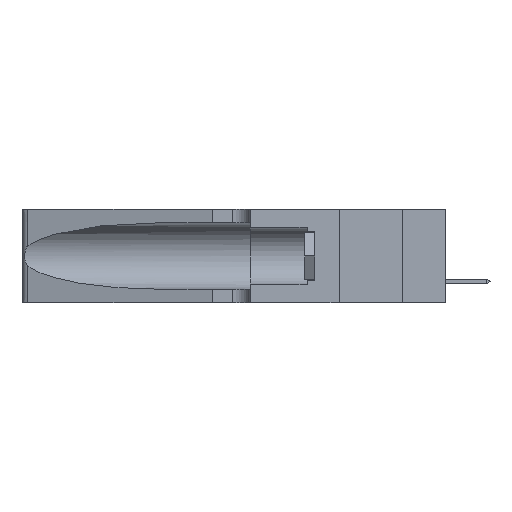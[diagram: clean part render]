
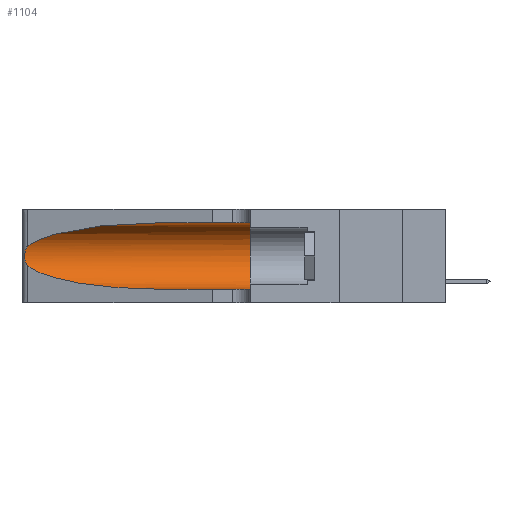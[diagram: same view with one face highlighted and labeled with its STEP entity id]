
A CAD part, left-side view. The second image highlights one B-rep face of the part: STEP entity #1104.
In plain terms, the highlighted cylindrical face has radius 3.308 mm (diameter 6.617 mm), a partial arc.
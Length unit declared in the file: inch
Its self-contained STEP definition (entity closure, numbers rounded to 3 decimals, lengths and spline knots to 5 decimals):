
#800 = DIRECTION ( 'NONE',  ( 0., 0., -1. ) ) ;
#1104 = ADVANCED_FACE ( 'NONE', ( #37377 ), #20078, .F. ) ;
#1432 = CARTESIAN_POINT ( 'NONE',  ( 0.2373, 1.15595, 0.28018 ) ) ;
#1467 = VERTEX_POINT ( 'NONE', #18001 ) ;
#2623 = DIRECTION ( 'NONE',  ( 0., -1., 0. ) ) ;
#4091 = LINE ( 'NONE', #12292, #26944 ) ;
#4414 = VECTOR ( 'NONE', #10156, 39.37008 ) ;
#4599 = CARTESIAN_POINT ( 'NONE',  ( 0.25787, 1.23484, 0.2124 ) ) ;
#4809 = VERTEX_POINT ( 'NONE', #33315 ) ;
#5033 = CARTESIAN_POINT ( 'NONE',  ( 0.25639, 1.23186, 0.15144 ) ) ;
#6078 = CARTESIAN_POINT ( 'NONE',  ( 0.1305, 0.35, 0.185 ) ) ;
#7392 = DIRECTION ( 'NONE',  ( 0., -1., 0. ) ) ;
#8048 = CARTESIAN_POINT ( 'NONE',  ( 0.26075, 1.23896, 0.178 ) ) ;
#8810 = CARTESIAN_POINT ( 'NONE',  ( 0.1305, 0.72297, 0.31525 ) ) ;
#9320 = DIRECTION ( 'NONE',  ( 0., 1., 0. ) ) ;
#9559 = LINE ( 'NONE', #25898, #4414 ) ;
#10156 = DIRECTION ( 'NONE',  ( 0., -1., 0. ) ) ;
#10291 =( BOUNDED_CURVE ( )  B_SPLINE_CURVE ( 3, ( #34431, #31299, #15268, #12179 ),
 .UNSPECIFIED., .F., .T. ) 
 B_SPLINE_CURVE_WITH_KNOTS ( ( 4, 4 ),
 ( 3.44316, 4.71239 ),
 .UNSPECIFIED. ) 
 CURVE ( )  GEOMETRIC_REPRESENTATION_ITEM ( )  RATIONAL_B_SPLINE_CURVE ( ( 1., 0.87, 0.87, 1. ) ) 
 REPRESENTATION_ITEM ( '' )  );
#11145 = CARTESIAN_POINT ( 'NONE',  ( 0.25854, 1.2359, 0.20912 ) ) ;
#11558 = VERTEX_POINT ( 'NONE', #14590 ) ;
#12179 = CARTESIAN_POINT ( 'NONE',  ( 0.1305, 0.72297, 0.05475 ) ) ;
#12292 = CARTESIAN_POINT ( 'NONE',  ( 0.1305, 1.61858, 0.31525 ) ) ;
#12887 =( BOUNDED_CURVE ( )  B_SPLINE_CURVE ( 3, ( #15999, #33527, #1432, #35519 ),
 .UNSPECIFIED., .F., .F. ) 
 B_SPLINE_CURVE_WITH_KNOTS ( ( 4, 4 ),
 ( 1.5708, 2.84003 ),
 .UNSPECIFIED. ) 
 CURVE ( )  GEOMETRIC_REPRESENTATION_ITEM ( )  RATIONAL_B_SPLINE_CURVE ( ( 1., 0.87, 0.87, 1. ) ) 
 REPRESENTATION_ITEM ( '' )  );
#13617 = CIRCLE ( 'NONE', #21021, 0.13025 ) ;
#14259 = AXIS2_PLACEMENT_3D ( 'NONE', #16618, #7392, #800 ) ;
#14332 = VERTEX_POINT ( 'NONE', #37990 ) ;
#14375 = CARTESIAN_POINT ( 'NONE',  ( 0.26075, 1.23896, 0.19203 ) ) ;
#14590 = CARTESIAN_POINT ( 'NONE',  ( 0.25487, 1.22718, 0.14631 ) ) ;
#14802 = CARTESIAN_POINT ( 'NONE',  ( 0.25487, 1.22718, 0.14631 ) ) ;
#15268 = CARTESIAN_POINT ( 'NONE',  ( 0.18966, 0.96281, 0.05475 ) ) ;
#15599 = EDGE_CURVE ( 'NONE', #33611, #1467, #4091, .T. ) ;
#15999 = CARTESIAN_POINT ( 'NONE',  ( 0.1305, 0.72297, 0.31525 ) ) ;
#16618 = CARTESIAN_POINT ( 'NONE',  ( 0.1305, 1.61858, 0.185 ) ) ;
#16931 = EDGE_CURVE ( 'NONE', #33611, #4809, #12887, .T. ) ;
#17670 = CARTESIAN_POINT ( 'NONE',  ( 0.25856, 1.23593, 0.16098 ) ) ;
#18001 = CARTESIAN_POINT ( 'NONE',  ( 0.1305, 0.35, 0.31525 ) ) ;
#18770 = EDGE_CURVE ( 'NONE', #11558, #30308, #10291, .T. ) ;
#18844 = ORIENTED_EDGE ( 'NONE', *, *, #18770, .T. ) ;
#19914 = EDGE_CURVE ( 'NONE', #4809, #11558, #23523, .T. ) ;
#20078 = CYLINDRICAL_SURFACE ( 'NONE', #14259, 0.13025 ) ;
#20633 = CARTESIAN_POINT ( 'NONE',  ( 0.25555, 1.22994, 0.2215 ) ) ;
#21021 = AXIS2_PLACEMENT_3D ( 'NONE', #6078, #9320, #32260 ) ;
#23523 = B_SPLINE_CURVE_WITH_KNOTS ( 'NONE', 3,
 ( #40058, #20633, #30570, #4599, #11145, #33833, #14375, #8048, #37106, #17670, #24884, #5033, #41198, #14802 ),
 .UNSPECIFIED., .F., .F.,
 ( 4, 2, 2, 2, 2, 2, 4 ),
 ( 0., 0.00027, 0.00053, 0.00107, 0.0016, 0.00187, 0.00214 ),
 .UNSPECIFIED. ) ;
#24720 = ORIENTED_EDGE ( 'NONE', *, *, #40156, .F. ) ;
#24884 = CARTESIAN_POINT ( 'NONE',  ( 0.25789, 1.23486, 0.15765 ) ) ;
#25097 = ORIENTED_EDGE ( 'NONE', *, *, #16931, .T. ) ;
#25898 = CARTESIAN_POINT ( 'NONE',  ( 0.1305, 1.61858, 0.05475 ) ) ;
#26944 = VECTOR ( 'NONE', #2623, 39.37008 ) ;
#27706 = CARTESIAN_POINT ( 'NONE',  ( 0.1305, 0.72297, 0.05475 ) ) ;
#28084 = ORIENTED_EDGE ( 'NONE', *, *, #40964, .T. ) ;
#29571 = ORIENTED_EDGE ( 'NONE', *, *, #15599, .F. ) ;
#30308 = VERTEX_POINT ( 'NONE', #27706 ) ;
#30570 = CARTESIAN_POINT ( 'NONE',  ( 0.25639, 1.23184, 0.21858 ) ) ;
#31267 = EDGE_LOOP ( 'NONE', ( #25097, #39681, #18844, #28084, #24720, #29571 ) ) ;
#31299 = CARTESIAN_POINT ( 'NONE',  ( 0.2373, 1.15595, 0.08982 ) ) ;
#32260 = DIRECTION ( 'NONE',  ( 0., 0., 1. ) ) ;
#33315 = CARTESIAN_POINT ( 'NONE',  ( 0.25487, 1.22718, 0.22369 ) ) ;
#33527 = CARTESIAN_POINT ( 'NONE',  ( 0.18966, 0.96281, 0.31525 ) ) ;
#33611 = VERTEX_POINT ( 'NONE', #8810 ) ;
#33833 = CARTESIAN_POINT ( 'NONE',  ( 0.26018, 1.23835, 0.19895 ) ) ;
#34431 = CARTESIAN_POINT ( 'NONE',  ( 0.25487, 1.22718, 0.14631 ) ) ;
#35519 = CARTESIAN_POINT ( 'NONE',  ( 0.25487, 1.22718, 0.22369 ) ) ;
#37106 = CARTESIAN_POINT ( 'NONE',  ( 0.26017, 1.23833, 0.17102 ) ) ;
#37377 = FACE_OUTER_BOUND ( 'NONE', #31267, .T. ) ;
#37990 = CARTESIAN_POINT ( 'NONE',  ( 0.1305, 0.35, 0.05475 ) ) ;
#39681 = ORIENTED_EDGE ( 'NONE', *, *, #19914, .T. ) ;
#40058 = CARTESIAN_POINT ( 'NONE',  ( 0.25487, 1.22718, 0.22369 ) ) ;
#40156 = EDGE_CURVE ( 'NONE', #1467, #14332, #13617, .T. ) ;
#40964 = EDGE_CURVE ( 'NONE', #30308, #14332, #9559, .T. ) ;
#41198 = CARTESIAN_POINT ( 'NONE',  ( 0.25555, 1.22993, 0.14849 ) ) ;
